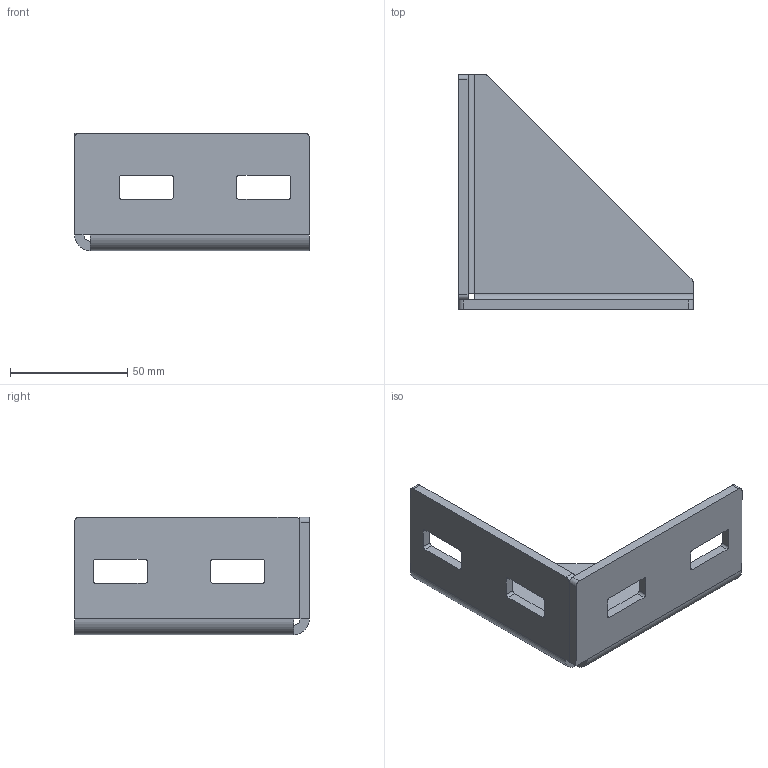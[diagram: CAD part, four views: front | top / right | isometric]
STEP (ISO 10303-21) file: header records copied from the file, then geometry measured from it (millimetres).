
FILE_DESCRIPTION (( 'STEP AP214' ), '1' );
FILE_NAME ('X22 Óãëîâîé ñîåäèíèòåëü ñòàëüíîé 50õ100S.STEP', '2021-10-27T14:11:29', ( 'Windows User' ), ( '' ), 'SwSTEP 2.0', 'SolidWorks 2021', '' );
FILE_SCHEMA (( 'AUTOMOTIVE_DESIGN' ));
Length unit declared in the file: millimetre
Products named in the file (1): X22 Óãëîâîé ñîåäèíèòåëü ñòàëüíîé 50õ100S
Bounding box: 100 x 100 x 50 mm (x, y, z)
Volume: 55017.6 mm3; surface area: 30701.3 mm2
Topology: 1 solids, 1 shells, 63 faces, 167 edges, 106 vertices
Faces by surface type: plane 37, cylinder 26
Entity records: 1995 total; most frequent: DIRECTION 347, CARTESIAN_POINT 337, ORIENTED_EDGE 334, EDGE_CURVE 167, AXIS2_PLACEMENT_3D 116, VECTOR 115, LINE 115, VERTEX_POINT 106
